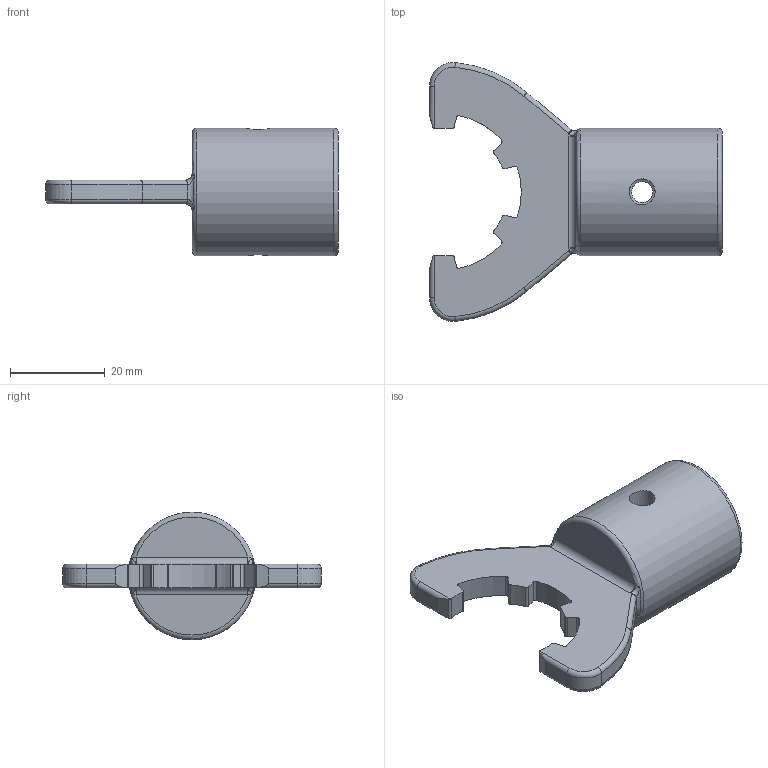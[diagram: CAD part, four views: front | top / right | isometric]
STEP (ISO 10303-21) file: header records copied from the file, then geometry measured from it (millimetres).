
FILE_DESCRIPTION(/* description */ ('Alibre Inc.'),/* implementation_level */ '2;1');
FILE_NAME(/* name */ 'export-9AA33B91-A2D0-4C53-8BB5-EC047C68D110',/* time_stamp */ '2023-12-02T14:53:46+01:00',/* author */ (''),/* organization */ (''),/* preprocessor_version */ 'ST-DEVELOPER v17',/* originating_system */ 'Alibre',/* authorisation */ '');
FILE_SCHEMA (('AUTOMOTIVE_DESIGN'));
Length unit declared in the file: millimetre
Products named in the file (1): 1
Bounding box: 62 x 54.78 x 27 mm (x, y, z)
Volume: 16746.1 mm3; surface area: 7512.3 mm2
Topology: 1 solids, 1 shells, 86 faces, 230 edges, 140 vertices
Faces by surface type: cylinder 42, plane 17, bspline 14, torus 10, cone 3
Full cylindrical faces by diameter (mm): 4.5 x1, 5.5 x2, 16 x1, 27 x1
Entity records: 5118 total; most frequent: CARTESIAN_POINT 2978, ORIENTED_EDGE 450, DIRECTION 401, EDGE_CURVE 225, AXIS2_PLACEMENT_3D 174, VERTEX_POINT 140, CIRCLE 98, EDGE_LOOP 89
